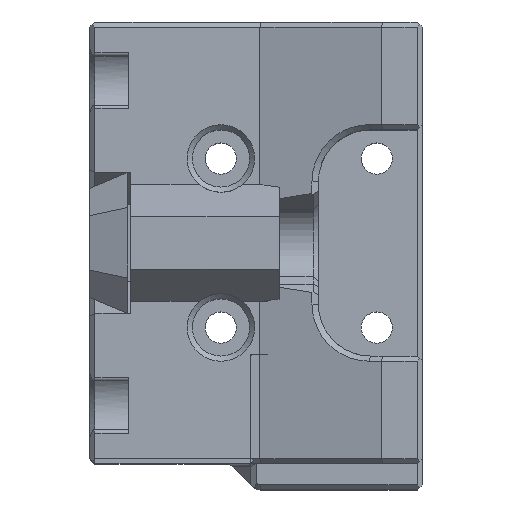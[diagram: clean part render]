
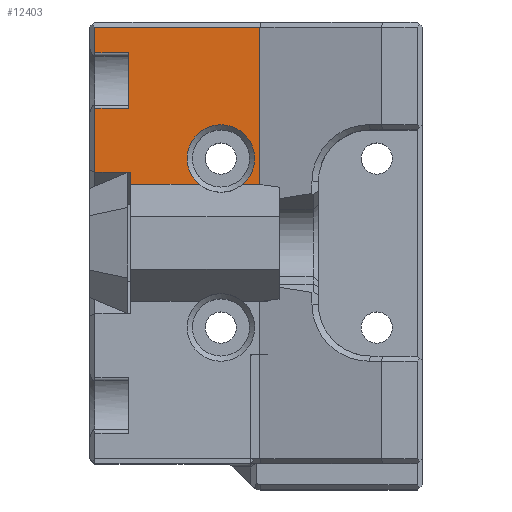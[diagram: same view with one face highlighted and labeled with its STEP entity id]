
A CAD part, top view. The second image highlights one B-rep face of the part: STEP entity #12403.
In plain terms, the highlighted planar face has unit normal (0, 0, 1).
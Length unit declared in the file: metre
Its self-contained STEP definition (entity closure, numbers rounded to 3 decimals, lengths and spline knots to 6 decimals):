
#251=CIRCLE('',#13213,0.0026);
#959=ORIENTED_EDGE('',*,*,#4631,.F.);
#960=ORIENTED_EDGE('',*,*,#4675,.T.);
#961=ORIENTED_EDGE('',*,*,#4676,.T.);
#962=ORIENTED_EDGE('',*,*,#4677,.F.);
#963=ORIENTED_EDGE('',*,*,#4678,.T.);
#964=ORIENTED_EDGE('',*,*,#4544,.T.);
#965=ORIENTED_EDGE('',*,*,#4679,.T.);
#966=ORIENTED_EDGE('',*,*,#4542,.T.);
#967=ORIENTED_EDGE('',*,*,#4680,.T.);
#968=ORIENTED_EDGE('',*,*,#4681,.T.);
#969=ORIENTED_EDGE('',*,*,#4641,.T.);
#970=ORIENTED_EDGE('',*,*,#4682,.T.);
#4542=EDGE_CURVE('',#6405,#6404,#7599,.T.);
#4544=EDGE_CURVE('',#6407,#6406,#7600,.T.);
#4631=EDGE_CURVE('',#6486,#6487,#7650,.F.);
#4641=EDGE_CURVE('',#6496,#6495,#7653,.T.);
#4675=EDGE_CURVE('',#6486,#6529,#7679,.F.);
#4676=EDGE_CURVE('',#6529,#6530,#7680,.T.);
#4677=EDGE_CURVE('',#6531,#6530,#7681,.T.);
#4678=EDGE_CURVE('',#6531,#6407,#7682,.T.);
#4679=EDGE_CURVE('',#6406,#6405,#251,.T.);
#4680=EDGE_CURVE('',#6404,#6532,#7683,.T.);
#4681=EDGE_CURVE('',#6532,#6496,#7684,.T.);
#4682=EDGE_CURVE('',#6495,#6487,#7685,.T.);
#6404=VERTEX_POINT('',#17953);
#6405=VERTEX_POINT('',#17955);
#6406=VERTEX_POINT('',#17957);
#6407=VERTEX_POINT('',#17959);
#6486=VERTEX_POINT('',#18204);
#6487=VERTEX_POINT('',#18205);
#6495=VERTEX_POINT('',#18227);
#6496=VERTEX_POINT('',#18229);
#6529=VERTEX_POINT('',#18315);
#6530=VERTEX_POINT('',#18317);
#6531=VERTEX_POINT('',#18319);
#6532=VERTEX_POINT('',#18323);
#7599=LINE('',#17954,#8910);
#7600=LINE('',#17958,#8911);
#7650=LINE('',#18203,#8961);
#7653=LINE('',#18228,#8964);
#7679=LINE('',#18314,#8990);
#7680=LINE('',#18316,#8991);
#7681=LINE('',#18318,#8992);
#7682=LINE('',#18320,#8993);
#7683=LINE('',#18322,#8994);
#7684=LINE('',#18324,#8995);
#7685=LINE('',#18325,#8996);
#8910=VECTOR('',#14318,1.);
#8911=VECTOR('',#14321,1.);
#8961=VECTOR('',#14455,1.);
#8964=VECTOR('',#14474,1.);
#8990=VECTOR('',#14520,1.);
#8991=VECTOR('',#14521,1.);
#8992=VECTOR('',#14522,1.);
#8993=VECTOR('',#14523,1.);
#8994=VECTOR('',#14526,1.);
#8995=VECTOR('',#14527,1.);
#8996=VECTOR('',#14528,1.);
#10243=EDGE_LOOP('',(#959,#960,#961,#962,#963,#964,#965,#966,#967,#968,
#969,#970));
#11086=FACE_BOUND('',#10243,.T.);
#11919=PLANE('',#13212);
#12403=ADVANCED_FACE('',(#11086),#11919,.T.);
#13212=AXIS2_PLACEMENT_3D('',#18313,#14518,#14519);
#13213=AXIS2_PLACEMENT_3D('',#18321,#14524,#14525);
#14318=DIRECTION('',(1.,0.,0.));
#14321=DIRECTION('',(1.,0.,0.));
#14455=DIRECTION('',(0.,-1.,0.));
#14474=DIRECTION('',(0.,-1.,0.));
#14518=DIRECTION('',(0.,0.,1.));
#14519=DIRECTION('',(1.,0.,0.));
#14520=DIRECTION('',(1.,0.,0.));
#14521=DIRECTION('',(0.,-1.,0.));
#14522=DIRECTION('',(-1.,0.,0.));
#14523=DIRECTION('',(0.,-1.,0.));
#14524=DIRECTION('',(0.,0.,-1.));
#14525=DIRECTION('',(0.,-1.,0.));
#14526=DIRECTION('',(0.,1.,0.));
#14527=DIRECTION('',(-1.,0.,0.));
#14528=DIRECTION('',(1.,0.,0.));
#17953=CARTESIAN_POINT('',(0.02696,0.004501,0.042549));
#17954=CARTESIAN_POINT('',(0.03846,0.004501,0.042549));
#17955=CARTESIAN_POINT('',(0.025623,0.004501,0.042549));
#17957=CARTESIAN_POINT('',(0.022297,0.004501,0.042549));
#17958=CARTESIAN_POINT('',(0.03846,0.004501,0.042549));
#17959=CARTESIAN_POINT('',(0.01701,0.004501,0.042549));
#18203=CARTESIAN_POINT('',(0.01686,-0.0154,0.042549));
#18204=CARTESIAN_POINT('',(0.01686,0.010365,0.042549));
#18205=CARTESIAN_POINT('',(0.01686,0.014635,0.042549));
#18227=CARTESIAN_POINT('',(0.01426,0.014635,0.042549));
#18228=CARTESIAN_POINT('',(0.01426,-0.0154,0.042549));
#18229=CARTESIAN_POINT('',(0.01426,0.0166,0.042549));
#18313=CARTESIAN_POINT('',(0.03846,-0.0154,0.042549));
#18314=CARTESIAN_POINT('',(0.03846,0.010365,0.042549));
#18315=CARTESIAN_POINT('',(0.01426,0.010365,0.042549));
#18316=CARTESIAN_POINT('',(0.01426,-0.0154,0.042549));
#18317=CARTESIAN_POINT('',(0.01426,0.005426,0.042549));
#18318=CARTESIAN_POINT('',(0.028482,0.005426,0.042549));
#18319=CARTESIAN_POINT('',(0.01701,0.005426,0.042549));
#18320=CARTESIAN_POINT('',(0.01701,-0.0154,0.042549));
#18321=CARTESIAN_POINT('',(0.02396,0.0065,0.042549));
#18322=CARTESIAN_POINT('',(0.02696,-0.0154,0.042549));
#18323=CARTESIAN_POINT('',(0.02696,0.0166,0.042549));
#18324=CARTESIAN_POINT('',(0.03846,0.0166,0.042549));
#18325=CARTESIAN_POINT('',(0.03846,0.014635,0.042549));
